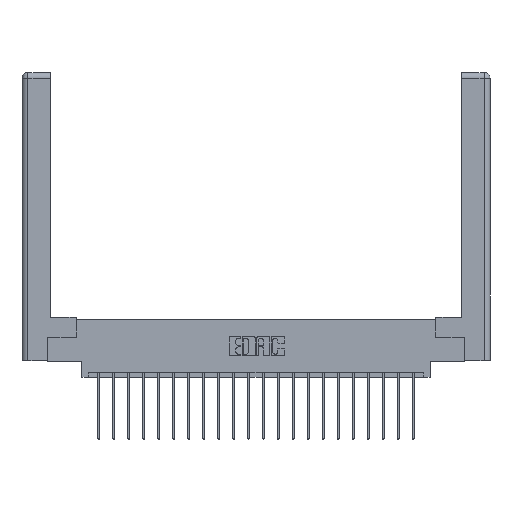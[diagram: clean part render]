
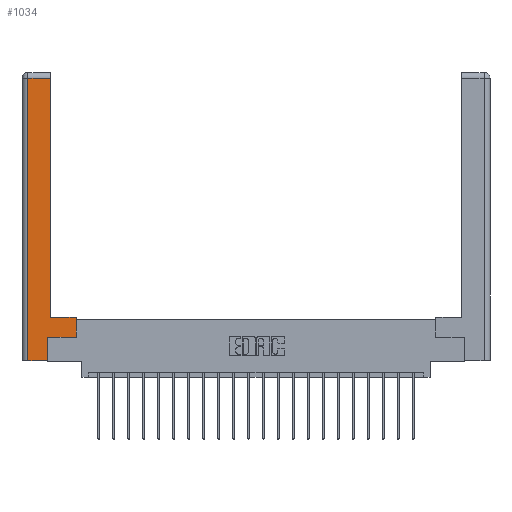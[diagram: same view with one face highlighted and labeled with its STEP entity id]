
A CAD part, top view. The second image highlights one B-rep face of the part: STEP entity #1034.
In plain terms, the highlighted planar face has unit normal (0, 0, 1).
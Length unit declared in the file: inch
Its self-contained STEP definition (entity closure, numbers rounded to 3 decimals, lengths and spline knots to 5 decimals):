
#490 = CARTESIAN_POINT ( 'NONE',  ( 0.295, 2.94, 0. ) ) ;
#693 = ORIENTED_EDGE ( 'NONE', *, *, #16300, .T. ) ;
#1025 = FACE_OUTER_BOUND ( 'NONE', #1333, .T. ) ;
#1034 = ADVANCED_FACE ( 'NONE', ( #1025 ), #14936, .F. ) ;
#1333 = EDGE_LOOP ( 'NONE', ( #14505, #15884, #14440, #15840, #17149, #18601, #693, #10105 ) ) ;
#1683 = EDGE_CURVE ( 'NONE', #6017, #12877, #21614, .T. ) ;
#1799 = DIRECTION ( 'NONE',  ( 1., 0., 0. ) ) ;
#2136 = DIRECTION ( 'NONE',  ( -1., 0., 0. ) ) ;
#2176 = VERTEX_POINT ( 'NONE', #20479 ) ;
#2704 = EDGE_CURVE ( 'NONE', #7060, #6017, #12758, .T. ) ;
#3103 = VECTOR ( 'NONE', #18045, 39.37008 ) ;
#3195 = EDGE_CURVE ( 'NONE', #7024, #20259, #5138, .T. ) ;
#3318 = DIRECTION ( 'NONE',  ( 0., 1., 0. ) ) ;
#4506 = VERTEX_POINT ( 'NONE', #21212 ) ;
#4640 = DIRECTION ( 'NONE',  ( 0., 0., -1. ) ) ;
#4828 = AXIS2_PLACEMENT_3D ( 'NONE', #15016, #4640, #20263 ) ;
#5138 = LINE ( 'NONE', #5664, #18725 ) ;
#5664 = CARTESIAN_POINT ( 'NONE',  ( 0.295, 0.45, 0. ) ) ;
#5846 = VECTOR ( 'NONE', #9797, 39.37008 ) ;
#6017 = VERTEX_POINT ( 'NONE', #8735 ) ;
#6140 = DIRECTION ( 'NONE',  ( 0., -1., 0. ) ) ;
#6204 = CARTESIAN_POINT ( 'NONE',  ( 0.295, 3., 0. ) ) ;
#7024 = VERTEX_POINT ( 'NONE', #20393 ) ;
#7060 = VERTEX_POINT ( 'NONE', #15003 ) ;
#7409 = LINE ( 'NONE', #19768, #7940 ) ;
#7828 = CARTESIAN_POINT ( 'NONE',  ( 0.565, 0.245, 0. ) ) ;
#7899 = DIRECTION ( 'NONE',  ( 1., 0., 0. ) ) ;
#7940 = VECTOR ( 'NONE', #6140, 39.37008 ) ;
#7989 = CARTESIAN_POINT ( 'NONE',  ( 0.295, 0.45, 0. ) ) ;
#8735 = CARTESIAN_POINT ( 'NONE',  ( 0.265, 0., 0. ) ) ;
#9078 = EDGE_CURVE ( 'NONE', #12877, #4506, #16414, .T. ) ;
#9308 = CARTESIAN_POINT ( 'NONE',  ( 0.0615, 2.94, 0. ) ) ;
#9473 = EDGE_CURVE ( 'NONE', #15515, #2176, #19905, .T. ) ;
#9494 = VECTOR ( 'NONE', #3318, 39.37008 ) ;
#9533 = VECTOR ( 'NONE', #18376, 39.37008 ) ;
#9797 = DIRECTION ( 'NONE',  ( 0., 1., 0. ) ) ;
#10105 = ORIENTED_EDGE ( 'NONE', *, *, #3195, .T. ) ;
#11790 = VECTOR ( 'NONE', #7899, 39.37008 ) ;
#12145 = CARTESIAN_POINT ( 'NONE',  ( 0.265, 0.245, 0. ) ) ;
#12758 = LINE ( 'NONE', #19101, #16034 ) ;
#12877 = VERTEX_POINT ( 'NONE', #12145 ) ;
#13313 = LINE ( 'NONE', #15518, #9494 ) ;
#14440 = ORIENTED_EDGE ( 'NONE', *, *, #14847, .T. ) ;
#14505 = ORIENTED_EDGE ( 'NONE', *, *, #18252, .T. ) ;
#14847 = EDGE_CURVE ( 'NONE', #2176, #7060, #7409, .T. ) ;
#14936 = PLANE ( 'NONE',  #4828 ) ;
#15003 = CARTESIAN_POINT ( 'NONE',  ( 0.0615, 0., 0. ) ) ;
#15016 = CARTESIAN_POINT ( 'NONE',  ( 0., 0., 0. ) ) ;
#15515 = VERTEX_POINT ( 'NONE', #490 ) ;
#15518 = CARTESIAN_POINT ( 'NONE',  ( 0.565, 0.45, 0. ) ) ;
#15840 = ORIENTED_EDGE ( 'NONE', *, *, #2704, .T. ) ;
#15884 = ORIENTED_EDGE ( 'NONE', *, *, #9473, .T. ) ;
#16034 = VECTOR ( 'NONE', #1799, 39.37008 ) ;
#16300 = EDGE_CURVE ( 'NONE', #4506, #7024, #13313, .T. ) ;
#16414 = LINE ( 'NONE', #7828, #11790 ) ;
#17149 = ORIENTED_EDGE ( 'NONE', *, *, #1683, .T. ) ;
#18045 = DIRECTION ( 'NONE',  ( -1., 0., 0. ) ) ;
#18252 = EDGE_CURVE ( 'NONE', #20259, #15515, #18813, .T. ) ;
#18376 = DIRECTION ( 'NONE',  ( 0., 1., 0. ) ) ;
#18601 = ORIENTED_EDGE ( 'NONE', *, *, #9078, .T. ) ;
#18725 = VECTOR ( 'NONE', #2136, 39.37008 ) ;
#18813 = LINE ( 'NONE', #6204, #9533 ) ;
#19101 = CARTESIAN_POINT ( 'NONE',  ( 0.265, 0., 0. ) ) ;
#19768 = CARTESIAN_POINT ( 'NONE',  ( 0.0615, 0., 0. ) ) ;
#19905 = LINE ( 'NONE', #9308, #3103 ) ;
#20202 = CARTESIAN_POINT ( 'NONE',  ( 0.265, 0.245, 0. ) ) ;
#20259 = VERTEX_POINT ( 'NONE', #7989 ) ;
#20263 = DIRECTION ( 'NONE',  ( -1., 0., 0. ) ) ;
#20393 = CARTESIAN_POINT ( 'NONE',  ( 0.565, 0.45, 0. ) ) ;
#20479 = CARTESIAN_POINT ( 'NONE',  ( 0.0615, 2.94, 0. ) ) ;
#21212 = CARTESIAN_POINT ( 'NONE',  ( 0.565, 0.245, 0. ) ) ;
#21614 = LINE ( 'NONE', #20202, #5846 ) ;
